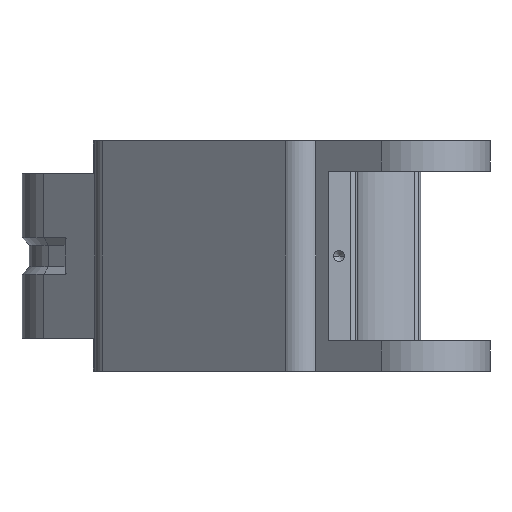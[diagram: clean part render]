
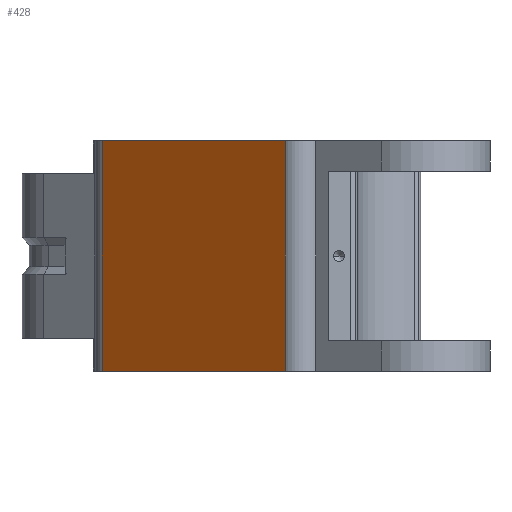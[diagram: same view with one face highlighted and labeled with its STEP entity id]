
A CAD part, left-side view. The second image highlights one B-rep face of the part: STEP entity #428.
In plain terms, the highlighted face is planar.
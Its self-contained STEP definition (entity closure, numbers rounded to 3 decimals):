
#36 = AXIS2_PLACEMENT_3D ( 'NONE', #2778, #3270, #348 ) ;
#187 = EDGE_CURVE ( 'NONE', #4107, #1063, #2443, .T. ) ;
#188 = DIRECTION ( 'NONE',  ( 1., 0., 0. ) ) ;
#348 = DIRECTION ( 'NONE',  ( 0., 0., 1. ) ) ;
#428 = ADVANCED_FACE ( 'NONE', ( #3606 ), #5705, .T. ) ;
#995 = CARTESIAN_POINT ( 'NONE',  ( 15.875, 11.95, -13.45 ) ) ;
#1063 = VERTEX_POINT ( 'NONE', #6330 ) ;
#1108 = VERTEX_POINT ( 'NONE', #2942 ) ;
#1112 = EDGE_LOOP ( 'NONE', ( #2923, #3353, #3501, #4312 ) ) ;
#2108 = CARTESIAN_POINT ( 'NONE',  ( -55.824, 11.95, -13.45 ) ) ;
#2271 = VECTOR ( 'NONE', #3010, 1000. ) ;
#2443 = LINE ( 'NONE', #2108, #3901 ) ;
#2527 = CARTESIAN_POINT ( 'NONE',  ( -15.875, 11.95, -13.45 ) ) ;
#2675 = EDGE_CURVE ( 'NONE', #1108, #5679, #6248, .T. ) ;
#2778 = CARTESIAN_POINT ( 'NONE',  ( -55.824, 11.95, -13.45 ) ) ;
#2795 = LINE ( 'NONE', #995, #5245 ) ;
#2923 = ORIENTED_EDGE ( 'NONE', *, *, #4326, .F. ) ;
#2942 = CARTESIAN_POINT ( 'NONE',  ( -15.875, 11.95, -47.39 ) ) ;
#2943 = DIRECTION ( 'NONE',  ( 0., 0., 1. ) ) ;
#3010 = DIRECTION ( 'NONE',  ( 0., 0., -1. ) ) ;
#3270 = DIRECTION ( 'NONE',  ( 0., 1., 0. ) ) ;
#3353 = ORIENTED_EDGE ( 'NONE', *, *, #187, .T. ) ;
#3501 = ORIENTED_EDGE ( 'NONE', *, *, #5420, .F. ) ;
#3606 = FACE_OUTER_BOUND ( 'NONE', #1112, .T. ) ;
#3796 = VECTOR ( 'NONE', #4158, 1000. ) ;
#3901 = VECTOR ( 'NONE', #188, 1000. ) ;
#4107 = VERTEX_POINT ( 'NONE', #4314 ) ;
#4158 = DIRECTION ( 'NONE',  ( 1., 0., 0. ) ) ;
#4312 = ORIENTED_EDGE ( 'NONE', *, *, #2675, .F. ) ;
#4314 = CARTESIAN_POINT ( 'NONE',  ( -15.875, 11.95, -13.45 ) ) ;
#4326 = EDGE_CURVE ( 'NONE', #4107, #1108, #6187, .T. ) ;
#4625 = CARTESIAN_POINT ( 'NONE',  ( 15.875, 11.95, -47.39 ) ) ;
#4664 = CARTESIAN_POINT ( 'NONE',  ( -55.824, 11.95, -47.39 ) ) ;
#5245 = VECTOR ( 'NONE', #2943, 1000. ) ;
#5420 = EDGE_CURVE ( 'NONE', #5679, #1063, #2795, .T. ) ;
#5679 = VERTEX_POINT ( 'NONE', #4625 ) ;
#5705 = PLANE ( 'NONE',  #36 ) ;
#6187 = LINE ( 'NONE', #2527, #2271 ) ;
#6248 = LINE ( 'NONE', #4664, #3796 ) ;
#6330 = CARTESIAN_POINT ( 'NONE',  ( 15.875, 11.95, -13.45 ) ) ;
